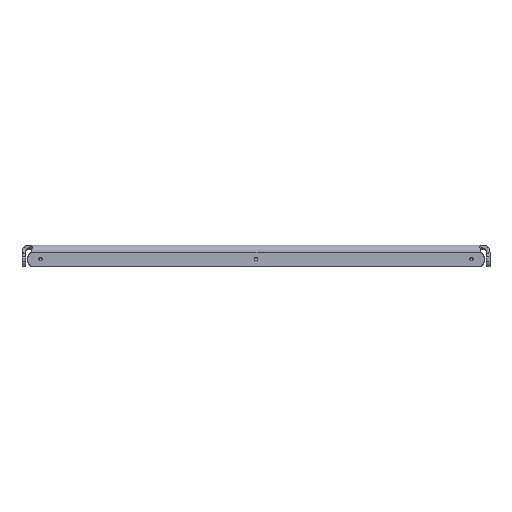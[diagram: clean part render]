
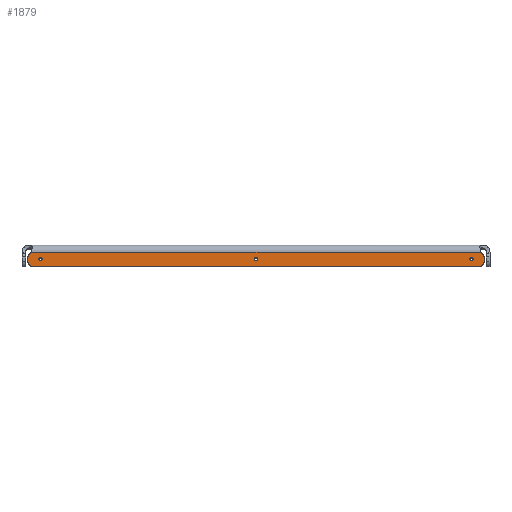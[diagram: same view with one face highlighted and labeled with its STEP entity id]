
A CAD part, top view. The second image highlights one B-rep face of the part: STEP entity #1879.
In plain terms, the highlighted planar face has unit normal (0, 0, 1).
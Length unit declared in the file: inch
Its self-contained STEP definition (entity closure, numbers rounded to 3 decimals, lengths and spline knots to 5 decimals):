
#48=FACE_BOUND('',#246,.T.);
#49=FACE_BOUND('',#247,.T.);
#50=FACE_BOUND('',#248,.T.);
#85=PLANE('',#2023);
#129=FACE_OUTER_BOUND('',#245,.T.);
#245=EDGE_LOOP('',(#1333,#1334,#1335,#1336,#1337,#1338,#1339,#1340,#1341,
#1342));
#246=EDGE_LOOP('',(#1343));
#247=EDGE_LOOP('',(#1344));
#248=EDGE_LOOP('',(#1345));
#389=LINE('',#2866,#541);
#399=LINE('',#2894,#551);
#401=LINE('',#2900,#553);
#402=LINE('',#2904,#554);
#541=VECTOR('',#2286,0.17004);
#551=VECTOR('',#2316,0.17004);
#553=VECTOR('',#2322,16.03966);
#554=VECTOR('',#2327,15.92755);
#692=CIRCLE('',#2001,0.15748);
#703=CIRCLE('',#2017,0.15748);
#705=CIRCLE('',#2021,0.15748);
#706=CIRCLE('',#2024,0.25);
#707=CIRCLE('',#2025,0.25);
#708=CIRCLE('',#2026,0.15748);
#709=CIRCLE('',#2027,0.05709);
#710=CIRCLE('',#2028,0.05709);
#711=CIRCLE('',#2029,0.05709);
#814=VERTEX_POINT('',#2832);
#815=VERTEX_POINT('',#2833);
#829=VERTEX_POINT('',#2865);
#833=VERTEX_POINT('',#2879);
#835=VERTEX_POINT('',#2887);
#836=VERTEX_POINT('',#2888);
#837=VERTEX_POINT('',#2893);
#838=VERTEX_POINT('',#2897);
#839=VERTEX_POINT('',#2899);
#840=VERTEX_POINT('',#2901);
#841=VERTEX_POINT('',#2905);
#842=VERTEX_POINT('',#2907);
#843=VERTEX_POINT('',#2909);
#1004=EDGE_CURVE('',#814,#815,#692,.T.);
#1020=EDGE_CURVE('',#815,#829,#389,.T.);
#1027=EDGE_CURVE('',#829,#833,#703,.T.);
#1031=EDGE_CURVE('',#835,#836,#705,.T.);
#1034=EDGE_CURVE('',#836,#837,#399,.T.);
#1036=EDGE_CURVE('',#814,#838,#706,.T.);
#1037=EDGE_CURVE('',#838,#839,#401,.T.);
#1038=EDGE_CURVE('',#839,#840,#707,.T.);
#1039=EDGE_CURVE('',#837,#840,#708,.T.);
#1040=EDGE_CURVE('',#833,#835,#402,.T.);
#1041=EDGE_CURVE('',#841,#841,#709,.T.);
#1042=EDGE_CURVE('',#842,#842,#710,.T.);
#1043=EDGE_CURVE('',#843,#843,#711,.T.);
#1333=ORIENTED_EDGE('',*,*,#1004,.F.);
#1334=ORIENTED_EDGE('',*,*,#1036,.T.);
#1335=ORIENTED_EDGE('',*,*,#1037,.T.);
#1336=ORIENTED_EDGE('',*,*,#1038,.T.);
#1337=ORIENTED_EDGE('',*,*,#1039,.F.);
#1338=ORIENTED_EDGE('',*,*,#1034,.F.);
#1339=ORIENTED_EDGE('',*,*,#1031,.F.);
#1340=ORIENTED_EDGE('',*,*,#1040,.F.);
#1341=ORIENTED_EDGE('',*,*,#1027,.F.);
#1342=ORIENTED_EDGE('',*,*,#1020,.F.);
#1343=ORIENTED_EDGE('',*,*,#1041,.T.);
#1344=ORIENTED_EDGE('',*,*,#1042,.T.);
#1345=ORIENTED_EDGE('',*,*,#1043,.T.);
#1879=ADVANCED_FACE('',(#129,#48,#49,#50),#85,.T.);
#2001=AXIS2_PLACEMENT_3D('',#2834,#2256,#2257);
#2017=AXIS2_PLACEMENT_3D('',#2880,#2300,#2301);
#2021=AXIS2_PLACEMENT_3D('',#2889,#2310,#2311);
#2023=AXIS2_PLACEMENT_3D('',#2896,#2318,#2319);
#2024=AXIS2_PLACEMENT_3D('',#2898,#2320,#2321);
#2025=AXIS2_PLACEMENT_3D('',#2902,#2323,#2324);
#2026=AXIS2_PLACEMENT_3D('',#2903,#2325,#2326);
#2027=AXIS2_PLACEMENT_3D('',#2906,#2328,#2329);
#2028=AXIS2_PLACEMENT_3D('',#2908,#2330,#2331);
#2029=AXIS2_PLACEMENT_3D('',#2910,#2332,#2333);
#2256=DIRECTION('center_axis',(0.,0.,
-1.));
#2257=DIRECTION('ref_axis',(0.907,0.422,0.));
#2286=DIRECTION('',(0.,-1.,0.));
#2300=DIRECTION('center_axis',(0.,0.,
-1.));
#2301=DIRECTION('ref_axis',(0.707,-0.707,0.));
#2310=DIRECTION('center_axis',(0.,0.,
-1.));
#2311=DIRECTION('ref_axis',(-0.707,-0.707,0.));
#2316=DIRECTION('',(0.,1.,0.));
#2318=DIRECTION('center_axis',(0.,0.,
1.));
#2319=DIRECTION('ref_axis',(0.,-1.,0.));
#2320=DIRECTION('center_axis',(0.,0.,
-1.));
#2321=DIRECTION('ref_axis',(1.,0.,0.));
#2322=DIRECTION('',(-1.,0.,0.));
#2323=DIRECTION('center_axis',(0.,0.,
-1.));
#2324=DIRECTION('ref_axis',(1.,0.,0.));
#2325=DIRECTION('center_axis',(0.,0.,
-1.));
#2326=DIRECTION('ref_axis',(-0.907,0.422,0.));
#2327=DIRECTION('',(-1.,0.,0.));
#2328=DIRECTION('center_axis',(0.,0.,
-1.));
#2329=DIRECTION('ref_axis',(0.,1.,0.));
#2330=DIRECTION('center_axis',(0.,0.,
-1.));
#2331=DIRECTION('ref_axis',(0.,1.,0.));
#2332=DIRECTION('center_axis',(0.,0.,
-1.));
#2333=DIRECTION('ref_axis',(0.,1.,0.));
#2832=CARTESIAN_POINT('',(10.15174,18.37522,8.6437));
#2833=CARTESIAN_POINT('',(10.20787,18.25469,8.6437));
#2834=CARTESIAN_POINT('Origin',(10.05039,18.25469,8.6437));
#2865=CARTESIAN_POINT('',(10.20787,18.08465,8.6437));
#2866=CARTESIAN_POINT('',(10.20787,18.4252,8.6437));
#2879=CARTESIAN_POINT('',(10.05039,17.92717,8.6437));
#2880=CARTESIAN_POINT('Origin',(10.05039,18.08465,8.6437));
#2887=CARTESIAN_POINT('',(-5.87716,17.92717,8.6437));
#2888=CARTESIAN_POINT('',(-6.03464,18.08465,8.6437));
#2889=CARTESIAN_POINT('Origin',(-5.87716,18.08465,8.6437));
#2893=CARTESIAN_POINT('',(-6.03464,18.25469,8.6437));
#2894=CARTESIAN_POINT('',(-6.03464,18.4252,8.6437));
#2896=CARTESIAN_POINT('Origin',(2.08661,18.31675,8.6437));
#2897=CARTESIAN_POINT('',(10.10644,18.4252,8.6437));
#2898=CARTESIAN_POINT('Origin',(10.31263,18.56657,8.6437));
#2899=CARTESIAN_POINT('',(-5.93321,18.4252,8.6437));
#2900=CARTESIAN_POINT('',(2.08661,18.4252,8.6437));
#2901=CARTESIAN_POINT('',(-5.97851,18.37522,8.6437));
#2902=CARTESIAN_POINT('Origin',(-6.1394,18.56657,8.6437));
#2903=CARTESIAN_POINT('Origin',(-5.87716,18.25469,8.6437));
#2904=CARTESIAN_POINT('',(10.20787,17.92717,8.6437));
#2905=CARTESIAN_POINT('',(-5.59055,18.11909,8.6437));
#2906=CARTESIAN_POINT('Origin',(-5.59055,18.17618,8.6437));
#2907=CARTESIAN_POINT('',(2.08661,18.11909,8.6437));
#2908=CARTESIAN_POINT('Origin',(2.08661,18.17618,8.6437));
#2909=CARTESIAN_POINT('',(9.76378,18.11909,8.6437));
#2910=CARTESIAN_POINT('Origin',(9.76378,18.17618,8.6437));
